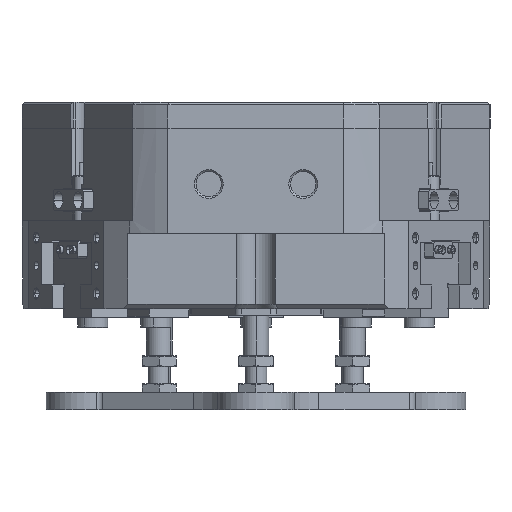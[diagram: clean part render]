
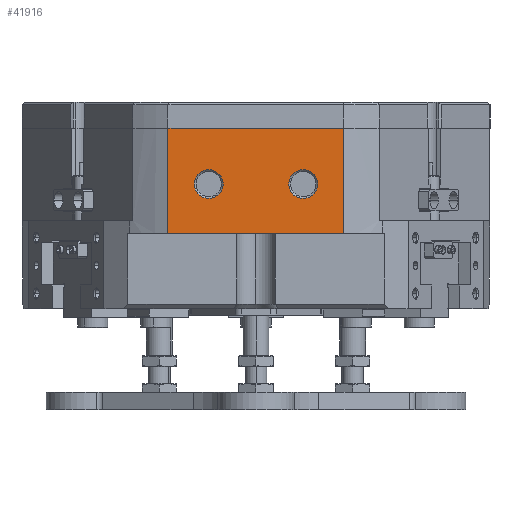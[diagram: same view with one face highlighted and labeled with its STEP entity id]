
A CAD part, left-side view. The second image highlights one B-rep face of the part: STEP entity #41916.
In plain terms, the highlighted planar face has unit normal (-1, 0, 0).
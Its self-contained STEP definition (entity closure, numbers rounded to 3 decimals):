
#455 = CARTESIAN_POINT ( 'NONE',  ( -101., -40.988, 84. ) ) ;
#1265 = CIRCLE ( 'NONE', #3756, 6.7 ) ;
#1487 = CARTESIAN_POINT ( 'NONE',  ( -101., -75., 101.144 ) ) ;
#2096 = VERTEX_POINT ( 'NONE', #3122 ) ;
#3122 = CARTESIAN_POINT ( 'NONE',  ( -101., 40.988, 35. ) ) ;
#3199 = CARTESIAN_POINT ( 'NONE',  ( -101., 22., 64.7 ) ) ;
#3756 = AXIS2_PLACEMENT_3D ( 'NONE', #46868, #35725, #24878 ) ;
#4974 = ORIENTED_EDGE ( 'NONE', *, *, #38095, .F. ) ;
#5076 = VERTEX_POINT ( 'NONE', #13688 ) ;
#5963 = ORIENTED_EDGE ( 'NONE', *, *, #9016, .T. ) ;
#6136 = CIRCLE ( 'NONE', #46952, 6.7 ) ;
#7024 = CARTESIAN_POINT ( 'NONE',  ( -101., 40.988, 84. ) ) ;
#8073 = EDGE_CURVE ( 'NONE', #2096, #11825, #43542, .T. ) ;
#9016 = EDGE_CURVE ( 'NONE', #47151, #5076, #1265, .T. ) ;
#11170 = ORIENTED_EDGE ( 'NONE', *, *, #28002, .T. ) ;
#11421 = EDGE_LOOP ( 'NONE', ( #18994, #40146, #4974, #35570 ) ) ;
#11742 = VERTEX_POINT ( 'NONE', #3199 ) ;
#11791 = DIRECTION ( 'NONE',  ( 1., 0., 0. ) ) ;
#11794 = DIRECTION ( 'NONE',  ( 0., 0., -1. ) ) ;
#11825 = VERTEX_POINT ( 'NONE', #39904 ) ;
#12103 = CARTESIAN_POINT ( 'NONE',  ( -101., 22., 58. ) ) ;
#12335 = EDGE_CURVE ( 'NONE', #25604, #11742, #27593, .T. ) ;
#12626 = CARTESIAN_POINT ( 'NONE',  ( -101., -40.988, 84. ) ) ;
#13688 = CARTESIAN_POINT ( 'NONE',  ( -101., -22., 51.3 ) ) ;
#13753 = VERTEX_POINT ( 'NONE', #23136 ) ;
#13931 = AXIS2_PLACEMENT_3D ( 'NONE', #41219, #37806, #11794 ) ;
#14709 = ORIENTED_EDGE ( 'NONE', *, *, #44157, .T. ) ;
#16158 = FACE_BOUND ( 'NONE', #32305, .T. ) ;
#16370 = AXIS2_PLACEMENT_3D ( 'NONE', #1487, #27198, #19769 ) ;
#17071 = ORIENTED_EDGE ( 'NONE', *, *, #12335, .T. ) ;
#17582 = EDGE_CURVE ( 'NONE', #42256, #11825, #21985, .T. ) ;
#18400 = DIRECTION ( 'NONE',  ( 0., 1., 0. ) ) ;
#18994 = ORIENTED_EDGE ( 'NONE', *, *, #17582, .T. ) ;
#19637 = FACE_BOUND ( 'NONE', #38197, .T. ) ;
#19769 = DIRECTION ( 'NONE',  ( 0., 0., -1. ) ) ;
#20797 = FACE_OUTER_BOUND ( 'NONE', #11421, .T. ) ;
#21985 = LINE ( 'NONE', #29695, #38772 ) ;
#22680 = LINE ( 'NONE', #12626, #36576 ) ;
#23136 = CARTESIAN_POINT ( 'NONE',  ( -101., -40.988, 35. ) ) ;
#24334 = CARTESIAN_POINT ( 'NONE',  ( -101., -22., 64.7 ) ) ;
#24878 = DIRECTION ( 'NONE',  ( 0., 0., -1. ) ) ;
#25604 = VERTEX_POINT ( 'NONE', #27349 ) ;
#27198 = DIRECTION ( 'NONE',  ( 1., 0., 0. ) ) ;
#27349 = CARTESIAN_POINT ( 'NONE',  ( -101., 22., 51.3 ) ) ;
#27593 = CIRCLE ( 'NONE', #39367, 6.7 ) ;
#28002 = EDGE_CURVE ( 'NONE', #11742, #25604, #6136, .T. ) ;
#28517 = VECTOR ( 'NONE', #31748, 1000. ) ;
#29695 = CARTESIAN_POINT ( 'NONE',  ( -101., 0., 84. ) ) ;
#31748 = DIRECTION ( 'NONE',  ( 0., 0., 1. ) ) ;
#32074 = VECTOR ( 'NONE', #40571, 1000. ) ;
#32305 = EDGE_LOOP ( 'NONE', ( #11170, #17071 ) ) ;
#32697 = DIRECTION ( 'NONE',  ( 1., 0., 0. ) ) ;
#34464 = PLANE ( 'NONE',  #16370 ) ;
#35570 = ORIENTED_EDGE ( 'NONE', *, *, #47651, .F. ) ;
#35725 = DIRECTION ( 'NONE',  ( 1., 0., 0. ) ) ;
#36576 = VECTOR ( 'NONE', #46260, 1000. ) ;
#36868 = CARTESIAN_POINT ( 'NONE',  ( -101., -75., 35. ) ) ;
#37806 = DIRECTION ( 'NONE',  ( 1., 0., 0. ) ) ;
#38095 = EDGE_CURVE ( 'NONE', #13753, #2096, #39062, .T. ) ;
#38197 = EDGE_LOOP ( 'NONE', ( #5963, #14709 ) ) ;
#38772 = VECTOR ( 'NONE', #18400, 1000. ) ;
#39062 = LINE ( 'NONE', #36868, #32074 ) ;
#39367 = AXIS2_PLACEMENT_3D ( 'NONE', #47880, #32697, #47413 ) ;
#39904 = CARTESIAN_POINT ( 'NONE',  ( -101., 40.988, 84. ) ) ;
#40146 = ORIENTED_EDGE ( 'NONE', *, *, #8073, .F. ) ;
#40571 = DIRECTION ( 'NONE',  ( 0., 1., 0. ) ) ;
#41219 = CARTESIAN_POINT ( 'NONE',  ( -101., -22., 58. ) ) ;
#41381 = DIRECTION ( 'NONE',  ( 0., 0., -1. ) ) ;
#41916 = ADVANCED_FACE ( 'NONE', ( #16158, #19637, #20797 ), #34464, .F. ) ;
#42256 = VERTEX_POINT ( 'NONE', #455 ) ;
#43190 = CIRCLE ( 'NONE', #13931, 6.7 ) ;
#43542 = LINE ( 'NONE', #7024, #28517 ) ;
#44157 = EDGE_CURVE ( 'NONE', #5076, #47151, #43190, .T. ) ;
#46260 = DIRECTION ( 'NONE',  ( 0., 0., -1. ) ) ;
#46868 = CARTESIAN_POINT ( 'NONE',  ( -101., -22., 58. ) ) ;
#46952 = AXIS2_PLACEMENT_3D ( 'NONE', #12103, #11791, #41381 ) ;
#47151 = VERTEX_POINT ( 'NONE', #24334 ) ;
#47413 = DIRECTION ( 'NONE',  ( 0., 0., -1. ) ) ;
#47651 = EDGE_CURVE ( 'NONE', #42256, #13753, #22680, .T. ) ;
#47880 = CARTESIAN_POINT ( 'NONE',  ( -101., 22., 58. ) ) ;
